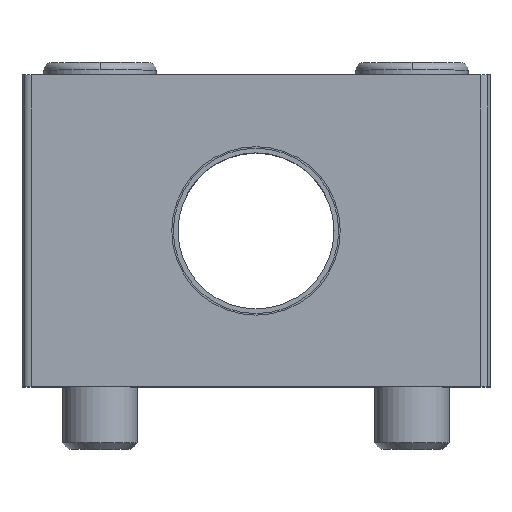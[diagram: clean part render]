
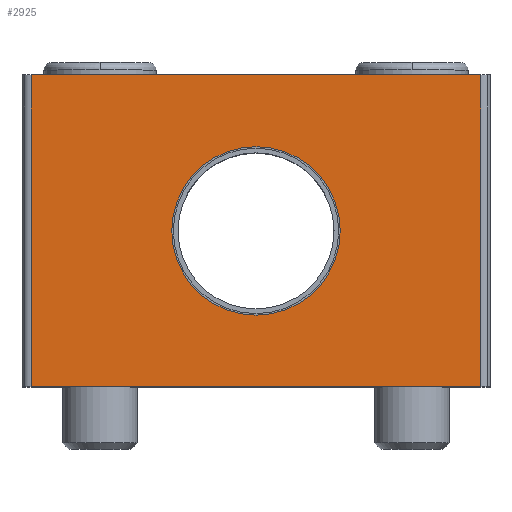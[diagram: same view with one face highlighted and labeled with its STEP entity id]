
A CAD part, top view. The second image highlights one B-rep face of the part: STEP entity #2925.
In plain terms, the highlighted planar face has unit normal (0, 0, 1).
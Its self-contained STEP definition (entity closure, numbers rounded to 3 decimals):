
#479=CARTESIAN_POINT('',(50.481,8.459,11.));
#480=VERTEX_POINT('',#479);
#496=CARTESIAN_POINT('',(23.481,8.459,11.));
#497=VERTEX_POINT('',#496);
#504=CARTESIAN_POINT('',(36.981,8.459,11.));
#505=DIRECTION('',(0.0,0.0,-1.0));
#506=DIRECTION('',(1.0,0.0,0.0));
#507=AXIS2_PLACEMENT_3D('',#504,#505,#506);
#508=CIRCLE('',#507,13.5);
#509=EDGE_CURVE('',#480,#497,#508,.T.);
#1319=CARTESIAN_POINT('',(0.981,-16.541,11.));
#1320=VERTEX_POINT('',#1319);
#1328=CARTESIAN_POINT('',(0.981,33.459,11.));
#1329=VERTEX_POINT('',#1328);
#1330=CARTESIAN_POINT('',(0.981,-16.541,11.));
#1331=DIRECTION('',(0.0,1.0,0.0));
#1332=VECTOR('',#1331,50.0);
#1333=LINE('',#1330,#1332);
#1334=EDGE_CURVE('',#1320,#1329,#1333,.T.);
#1361=CARTESIAN_POINT('',(72.981,33.459,11.));
#1362=VERTEX_POINT('',#1361);
#1370=CARTESIAN_POINT('',(72.981,-16.541,11.));
#1371=VERTEX_POINT('',#1370);
#1372=CARTESIAN_POINT('',(72.981,33.459,11.));
#1373=DIRECTION('',(0.0,-1.0,0.0));
#1374=VECTOR('',#1373,50.);
#1375=LINE('',#1372,#1374);
#1376=EDGE_CURVE('',#1362,#1371,#1375,.T.);
#1485=CARTESIAN_POINT('',(72.981,-16.541,11.));
#1486=DIRECTION('',(-1.0,0.0,0.0));
#1487=VECTOR('',#1486,72.);
#1488=LINE('',#1485,#1487);
#1489=EDGE_CURVE('',#1371,#1320,#1488,.T.);
#1661=CARTESIAN_POINT('',(0.981,33.459,11.));
#1662=DIRECTION('',(1.0,0.0,0.0));
#1663=VECTOR('',#1662,72.0);
#1664=LINE('',#1661,#1663);
#1665=EDGE_CURVE('',#1329,#1362,#1664,.T.);
#2658=CARTESIAN_POINT('',(36.981,8.459,11.));
#2659=DIRECTION('',(0.0,0.0,-1.0));
#2660=DIRECTION('',(1.0,0.0,0.0));
#2661=AXIS2_PLACEMENT_3D('',#2658,#2659,#2660);
#2662=CIRCLE('',#2661,13.5);
#2663=EDGE_CURVE('',#497,#480,#2662,.T.);
#2910=CARTESIAN_POINT('',(51.481,18.459,11.));
#2911=DIRECTION('',(0.0,0.0,1.0));
#2912=DIRECTION('',(1.0,0.0,0.0));
#2913=AXIS2_PLACEMENT_3D('',#2910,#2911,#2912);
#2914=PLANE('',#2913);
#2915=ORIENTED_EDGE('',*,*,#1376,.F.);
#2916=ORIENTED_EDGE('',*,*,#1665,.F.);
#2917=ORIENTED_EDGE('',*,*,#1334,.F.);
#2918=ORIENTED_EDGE('',*,*,#1489,.F.);
#2919=EDGE_LOOP('',(#2915,#2916,#2917,#2918));
#2920=FACE_OUTER_BOUND('',#2919,.T.);
#2921=ORIENTED_EDGE('',*,*,#509,.T.);
#2922=ORIENTED_EDGE('',*,*,#2663,.T.);
#2923=EDGE_LOOP('',(#2921,#2922));
#2924=FACE_BOUND('',#2923,.T.);
#2925=ADVANCED_FACE('',(#2920,#2924),#2914,.T.);
